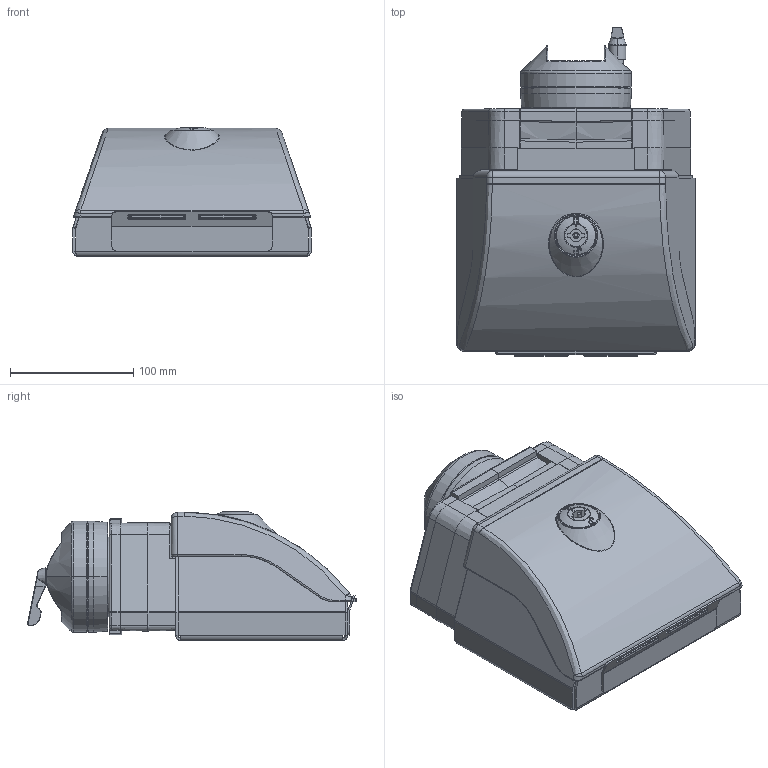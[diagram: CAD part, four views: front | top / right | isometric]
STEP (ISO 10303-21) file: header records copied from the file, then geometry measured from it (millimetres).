
FILE_DESCRIPTION (( 'STEP AP214' ), '1' );
FILE_NAME ('50202010.STEP', '2020-03-11T09:47:06', ( '' ), ( '' ), 'SwSTEP 2.0', 'SolidWorks 2018', '' );
FILE_SCHEMA (( 'AUTOMOTIVE_DESIGN' ));
Length unit declared in the file: millimetre
Products named in the file (58): 40000012405; 93238; 98319_1-077_01_0012267; 82005_680; 49447300_1; 41894; 49447300_2; 82481; 98319_100-0545_15-00012(10); 12118; 42468_50M-00000424680-03; 12117; 98319_1-078_N; 42467; 98319_1-078_FD; 50202010; 12120; 42468; 98319_1-078_P1; 49447300_3; 98319_248-9803_01-01201_0_H; 12116; 98319; 57023; 12119
Assembly tree (37 placements, depth 3):
  40000012405
  93238
  49447300_1
  98319_1-077_01_0012267
  82481
Bounding box: 193.1 x 266.21 x 104.3 mm (x, y, z)
Volume: 795299.6 mm3; surface area: 410638.3 mm2
Topology: 32 solids, 35 shells, 2647 faces, 6232 edges, 3796 vertices
Faces by surface type: plane 1129, cylinder 649, bspline 483, cone 194, torus 121, sphere 71
Full cylindrical faces by diameter (mm): 1.7 x2, 3 x1, 4.2 x4, 4.917 x1, 5 x13, 5.5 x4, 6 x13, 7 x4, 8 x8, 8.5 x4, 9.1 x1, 10 x18, 12.2 x1, 12.3 x1, 13.5 x1, 14 x2, 14.05 x1, 14.9 x1, 16.5 x1, 18 x1, 18.1 x1, 19.294 x1, 19.5 x1, 19.73 x1, 32 x1, 32.5 x1
Entity records: 92645 total; most frequent: CARTESIAN_POINT 39766, ORIENTED_EDGE 11024, DIRECTION 9582, EDGE_CURVE 5512, VERTEX_POINT 3449, AXIS2_PLACEMENT_3D 3418, VECTOR 2746, LINE 2746
